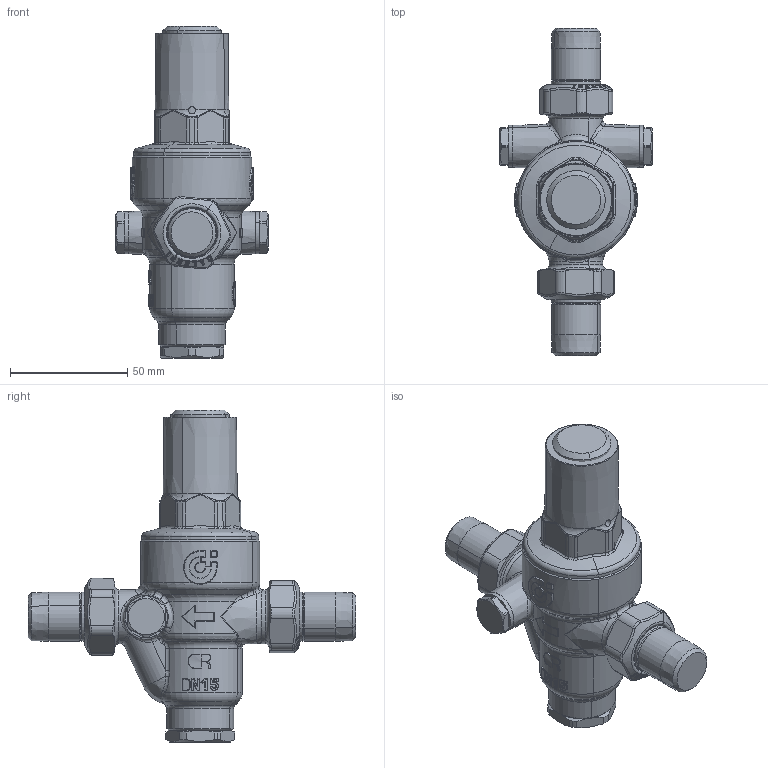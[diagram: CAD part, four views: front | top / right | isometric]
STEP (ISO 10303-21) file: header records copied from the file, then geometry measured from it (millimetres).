
FILE_DESCRIPTION(('CATIA V5 STEP Exchange'),'2;1');
FILE_NAME('STEP_536045_-_TST.stp','2017-09-25T13:55:35+00:00',('none'),('none'),'CATIA Version 5-6 Release 2014 SP5','CATIA V5 STEP AP203','none');
FILE_SCHEMA(('CONFIG_CONTROL_DESIGN'));
Length unit declared in the file: millimetre
Products named in the file (1): 536045 - TST
Bounding box: 65 x 140 x 141.8 mm (x, y, z)
Surface area: 33903.5 mm2 (no closed solid volume)
Topology: 0 solids, 33 shells, 1216 faces, 3408 edges, 2047 vertices
Faces by surface type: bspline 628, plane 188, cylinder 148, cone 111, sphere 77, torus 64
Entity records: 57780 total; most frequent: CARTESIAN_POINT 36209, ORIENTED_EDGE 5661, EDGE_CURVE 3330, DIRECTION 2131, VERTEX_POINT 2047, B_SPLINE_CURVE_WITH_KNOTS 1605, ADVANCED_FACE 1216, EDGE_LOOP 1216
